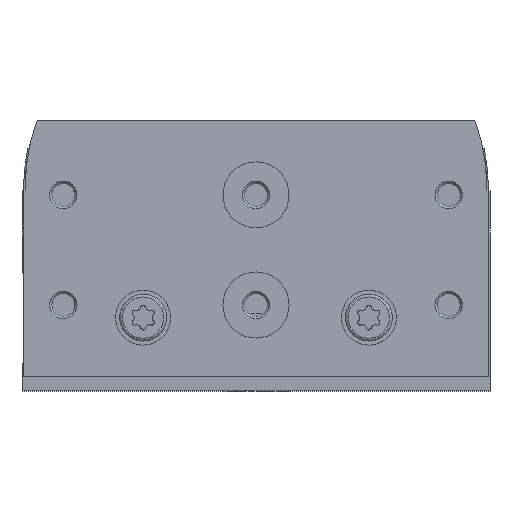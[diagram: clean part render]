
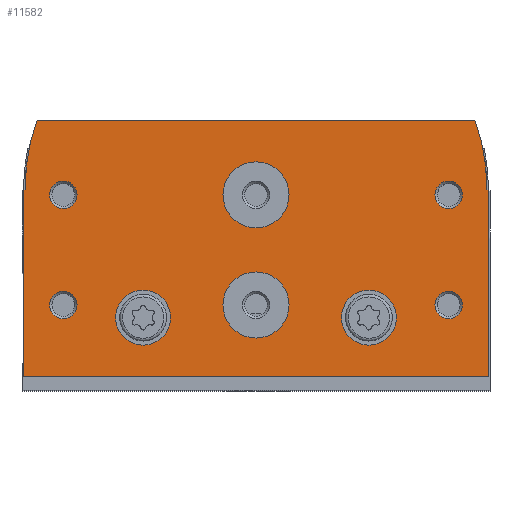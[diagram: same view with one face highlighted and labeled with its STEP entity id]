
A CAD part, top view. The second image highlights one B-rep face of the part: STEP entity #11582.
In plain terms, the highlighted planar face has unit normal (0, 0, 1).
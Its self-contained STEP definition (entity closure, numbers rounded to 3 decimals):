
#521=LINE('',#17965,#1253);
#526=LINE('',#17975,#1258);
#533=LINE('',#17992,#1265);
#539=LINE('',#18004,#1271);
#547=LINE('',#18025,#1279);
#548=LINE('',#18059,#1280);
#1253=VECTOR('',#14645,1000.);
#1258=VECTOR('',#14652,1000.);
#1265=VECTOR('',#14667,1000.);
#1271=VECTOR('',#14677,1000.);
#1279=VECTOR('',#14699,1000.);
#1280=VECTOR('',#14734,1000.);
#1718=PLANE('',#12505);
#3118=ORIENTED_EDGE('',*,*,#5328,.F.);
#3119=ORIENTED_EDGE('',*,*,#5329,.F.);
#3120=ORIENTED_EDGE('',*,*,#5330,.T.);
#3121=ORIENTED_EDGE('',*,*,#5331,.T.);
#3122=ORIENTED_EDGE('',*,*,#5332,.T.);
#3123=ORIENTED_EDGE('',*,*,#5333,.T.);
#3124=ORIENTED_EDGE('',*,*,#5334,.T.);
#3125=ORIENTED_EDGE('',*,*,#5335,.T.);
#3126=ORIENTED_EDGE('',*,*,#5298,.T.);
#3127=ORIENTED_EDGE('',*,*,#5292,.T.);
#3128=ORIENTED_EDGE('',*,*,#5310,.T.);
#3129=ORIENTED_EDGE('',*,*,#5278,.T.);
#3130=ORIENTED_EDGE('',*,*,#5283,.T.);
#3131=ORIENTED_EDGE('',*,*,#5287,.T.);
#3132=ORIENTED_EDGE('',*,*,#5327,.T.);
#3133=ORIENTED_EDGE('',*,*,#5304,.T.);
#5278=EDGE_CURVE('',#6501,#6500,#521,.T.);
#5283=EDGE_CURVE('',#6500,#6504,#526,.T.);
#5287=EDGE_CURVE('',#6504,#6506,#7247,.T.);
#5292=EDGE_CURVE('',#6508,#6510,#533,.T.);
#5298=EDGE_CURVE('',#6514,#6508,#539,.T.);
#5304=EDGE_CURVE('',#6519,#6514,#7249,.T.);
#5310=EDGE_CURVE('',#6510,#6501,#547,.T.);
#5327=EDGE_CURVE('',#6506,#6519,#548,.T.);
#5328=EDGE_CURVE('',#6537,#6537,#7268,.T.);
#5329=EDGE_CURVE('',#6538,#6538,#7269,.T.);
#5330=EDGE_CURVE('',#6539,#6539,#7270,.T.);
#5331=EDGE_CURVE('',#6540,#6540,#7271,.T.);
#5332=EDGE_CURVE('',#6541,#6541,#7272,.T.);
#5333=EDGE_CURVE('',#6542,#6542,#7273,.T.);
#5334=EDGE_CURVE('',#6543,#6543,#7274,.T.);
#5335=EDGE_CURVE('',#6544,#6544,#7275,.T.);
#6500=VERTEX_POINT('',#17964);
#6501=VERTEX_POINT('',#17966);
#6504=VERTEX_POINT('',#17974);
#6506=VERTEX_POINT('',#17981);
#6508=VERTEX_POINT('',#17986);
#6510=VERTEX_POINT('',#17991);
#6514=VERTEX_POINT('',#18002);
#6519=VERTEX_POINT('',#18017);
#6537=VERTEX_POINT('',#18062);
#6538=VERTEX_POINT('',#18064);
#6539=VERTEX_POINT('',#18066);
#6540=VERTEX_POINT('',#18068);
#6541=VERTEX_POINT('',#18070);
#6542=VERTEX_POINT('',#18072);
#6543=VERTEX_POINT('',#18074);
#6544=VERTEX_POINT('',#18076);
#7247=CIRCLE('',#12477,37.);
#7249=CIRCLE('',#12484,37.);
#7268=CIRCLE('',#12506,5.);
#7269=CIRCLE('',#12507,5.);
#7270=CIRCLE('',#12508,6.);
#7271=CIRCLE('',#12509,6.);
#7272=CIRCLE('',#12510,2.5);
#7273=CIRCLE('',#12511,2.5);
#7274=CIRCLE('',#12512,2.5);
#7275=CIRCLE('',#12513,2.5);
#7993=EDGE_LOOP('',(#3118));
#7994=EDGE_LOOP('',(#3119));
#7995=EDGE_LOOP('',(#3120));
#7996=EDGE_LOOP('',(#3121));
#7997=EDGE_LOOP('',(#3122));
#7998=EDGE_LOOP('',(#3123));
#7999=EDGE_LOOP('',(#3124));
#8000=EDGE_LOOP('',(#3125));
#8001=EDGE_LOOP('',(#3126,#3127,#3128,#3129,#3130,#3131,#3132,#3133));
#8889=FACE_BOUND('',#7993,.T.);
#8890=FACE_BOUND('',#7994,.T.);
#8891=FACE_BOUND('',#7995,.T.);
#8892=FACE_BOUND('',#7996,.T.);
#8893=FACE_BOUND('',#7997,.T.);
#8894=FACE_BOUND('',#7998,.T.);
#8895=FACE_BOUND('',#7999,.T.);
#8896=FACE_BOUND('',#8000,.T.);
#8897=FACE_BOUND('',#8001,.T.);
#11582=ADVANCED_FACE('',(#8889,#8890,#8891,#8892,#8893,#8894,#8895,#8896,
#8897),#1718,.T.);
#12477=AXIS2_PLACEMENT_3D('',#17982,#14659,#14660);
#12484=AXIS2_PLACEMENT_3D('',#18016,#14688,#14689);
#12505=AXIS2_PLACEMENT_3D('',#18060,#14735,#14736);
#12506=AXIS2_PLACEMENT_3D('',#18061,#14737,#14738);
#12507=AXIS2_PLACEMENT_3D('',#18063,#14739,#14740);
#12508=AXIS2_PLACEMENT_3D('',#18065,#14741,#14742);
#12509=AXIS2_PLACEMENT_3D('',#18067,#14743,#14744);
#12510=AXIS2_PLACEMENT_3D('',#18069,#14745,#14746);
#12511=AXIS2_PLACEMENT_3D('',#18071,#14747,#14748);
#12512=AXIS2_PLACEMENT_3D('',#18073,#14749,#14750);
#12513=AXIS2_PLACEMENT_3D('',#18075,#14751,#14752);
#14645=DIRECTION('',(0.,1.,0.));
#14652=DIRECTION('',(-0.866,0.5,0.));
#14659=DIRECTION('',(0.,0.,1.));
#14660=DIRECTION('',(1.,0.,0.));
#14667=DIRECTION('',(0.,-1.,0.));
#14677=DIRECTION('',(-0.866,-0.5,0.));
#14688=DIRECTION('',(0.,0.,1.));
#14689=DIRECTION('',(1.,0.,0.));
#14699=DIRECTION('',(1.,0.,0.));
#14734=DIRECTION('',(-1.,0.,0.));
#14735=DIRECTION('',(0.,0.,1.));
#14736=DIRECTION('',(1.,0.,0.));
#14737=DIRECTION('',(0.,0.,1.));
#14738=DIRECTION('',(1.,0.,0.));
#14739=DIRECTION('',(0.,0.,1.));
#14740=DIRECTION('',(1.,0.,0.));
#14741=DIRECTION('',(0.,0.,-1.));
#14742=DIRECTION('',(-1.,0.,0.));
#14743=DIRECTION('',(0.,0.,-1.));
#14744=DIRECTION('',(-1.,0.,0.));
#14745=DIRECTION('',(0.,0.,-1.));
#14746=DIRECTION('',(-1.,0.,0.));
#14747=DIRECTION('',(0.,0.,-1.));
#14748=DIRECTION('',(-1.,0.,0.));
#14749=DIRECTION('',(0.,0.,-1.));
#14750=DIRECTION('',(-1.,0.,0.));
#14751=DIRECTION('',(0.,0.,-1.));
#14752=DIRECTION('',(-1.,0.,0.));
#17964=CARTESIAN_POINT('',(42.25,33.827,0.));
#17965=CARTESIAN_POINT('',(42.25,0.,0.));
#17966=CARTESIAN_POINT('',(42.25,0.,0.));
#17974=CARTESIAN_POINT('',(41.95,34.,0.));
#17975=CARTESIAN_POINT('',(42.25,33.827,0.));
#17981=CARTESIAN_POINT('',(39.775,46.5,0.));
#17982=CARTESIAN_POINT('',(4.95,34.,0.));
#17986=CARTESIAN_POINT('',(-42.25,33.827,0.));
#17991=CARTESIAN_POINT('',(-42.25,0.,0.));
#17992=CARTESIAN_POINT('',(-42.25,33.827,0.));
#18002=CARTESIAN_POINT('',(-41.95,34.,0.));
#18004=CARTESIAN_POINT('',(-41.95,34.,0.));
#18016=CARTESIAN_POINT('',(-4.95,34.,0.));
#18017=CARTESIAN_POINT('',(-39.775,46.5,0.));
#18025=CARTESIAN_POINT('',(-42.25,0.,0.));
#18059=CARTESIAN_POINT('',(39.775,46.5,0.));
#18060=CARTESIAN_POINT('',(4.95,34.,0.));
#18061=CARTESIAN_POINT('',(-20.5,10.7,0.));
#18062=CARTESIAN_POINT('',(-15.5,10.7,0.));
#18063=CARTESIAN_POINT('',(20.5,10.7,0.));
#18064=CARTESIAN_POINT('',(25.5,10.7,0.));
#18065=CARTESIAN_POINT('',(0.,13.,0.));
#18066=CARTESIAN_POINT('',(-6.,13.,0.));
#18067=CARTESIAN_POINT('',(0.,33.,0.));
#18068=CARTESIAN_POINT('',(-6.,33.,0.));
#18069=CARTESIAN_POINT('',(35.,13.,0.));
#18070=CARTESIAN_POINT('',(32.5,13.,0.));
#18071=CARTESIAN_POINT('',(-35.,13.,0.));
#18072=CARTESIAN_POINT('',(-37.5,13.,0.));
#18073=CARTESIAN_POINT('',(-35.,33.,0.));
#18074=CARTESIAN_POINT('',(-37.5,33.,0.));
#18075=CARTESIAN_POINT('',(35.,33.,0.));
#18076=CARTESIAN_POINT('',(32.5,33.,0.));
